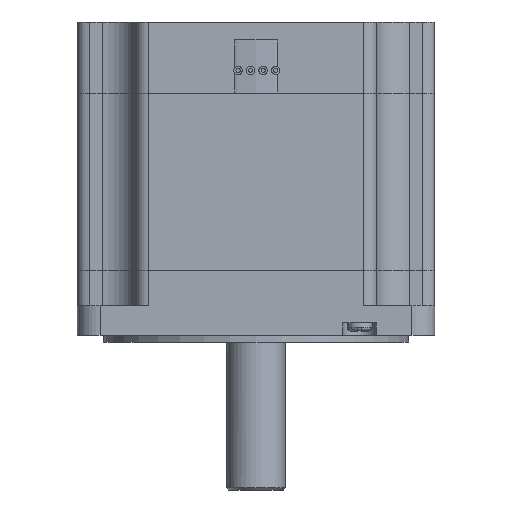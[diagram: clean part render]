
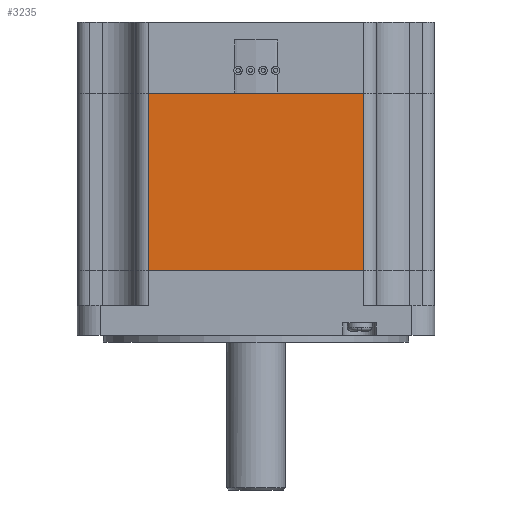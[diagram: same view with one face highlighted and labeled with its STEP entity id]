
A CAD part, left-side view. The second image highlights one B-rep face of the part: STEP entity #3235.
In plain terms, the highlighted planar face has unit normal (-1, 0, 0).
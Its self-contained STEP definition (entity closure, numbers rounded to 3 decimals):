
#95=LINE('',#4905,#352);
#96=LINE('',#4907,#353);
#97=LINE('',#4909,#354);
#98=LINE('',#4910,#355);
#352=VECTOR('',#3867,51.6);
#353=VECTOR('',#3868,42.4);
#354=VECTOR('',#3869,51.6);
#355=VECTOR('',#3870,42.4);
#603=PLANE('',#3449);
#809=FACE_OUTER_BOUND('',#1010,.T.);
#1010=EDGE_LOOP('',(#2259,#2260,#2261,#2262));
#1482=VERTEX_POINT('',#4903);
#1483=VERTEX_POINT('',#4904);
#1484=VERTEX_POINT('',#4906);
#1485=VERTEX_POINT('',#4908);
#1807=EDGE_CURVE('',#1482,#1483,#95,.T.);
#1808=EDGE_CURVE('',#1484,#1482,#96,.T.);
#1809=EDGE_CURVE('',#1485,#1484,#97,.T.);
#1810=EDGE_CURVE('',#1485,#1483,#98,.T.);
#2259=ORIENTED_EDGE('',*,*,#1807,.F.);
#2260=ORIENTED_EDGE('',*,*,#1808,.F.);
#2261=ORIENTED_EDGE('',*,*,#1809,.F.);
#2262=ORIENTED_EDGE('',*,*,#1810,.T.);
#3235=ADVANCED_FACE('',(#809),#603,.F.);
#3449=AXIS2_PLACEMENT_3D('',#4902,#3865,#3866);
#3865=DIRECTION('center_axis',(1.,0.,0.));
#3866=DIRECTION('ref_axis',(0.,1.,0.));
#3867=DIRECTION('',(0.,-1.,0.));
#3868=DIRECTION('',(0.,0.,1.));
#3869=DIRECTION('',(0.,1.,0.));
#3870=DIRECTION('',(0.,0.,1.));
#4902=CARTESIAN_POINT('Origin',(-42.8,37.3,19.1));
#4903=CARTESIAN_POINT('',(-42.8,25.8,-21.4));
#4904=CARTESIAN_POINT('',(-42.8,-25.8,-21.4));
#4905=CARTESIAN_POINT('',(-42.8,37.3,-21.4));
#4906=CARTESIAN_POINT('',(-42.8,25.8,-63.8));
#4907=CARTESIAN_POINT('',(-42.8,25.8,0.));
#4908=CARTESIAN_POINT('',(-42.8,-25.8,-63.8));
#4909=CARTESIAN_POINT('',(-42.8,-25.8,-63.8));
#4910=CARTESIAN_POINT('',(-42.8,-25.8,0.));
